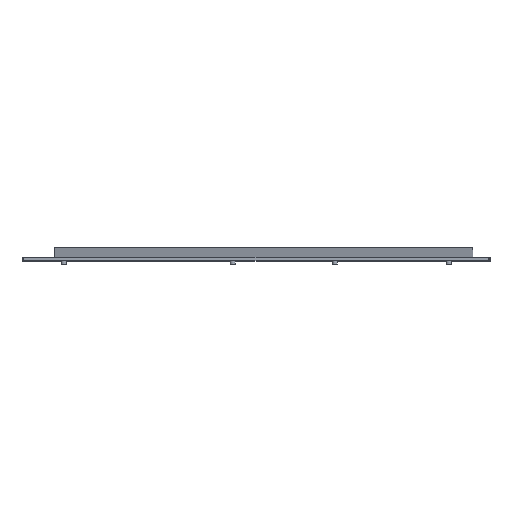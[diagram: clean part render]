
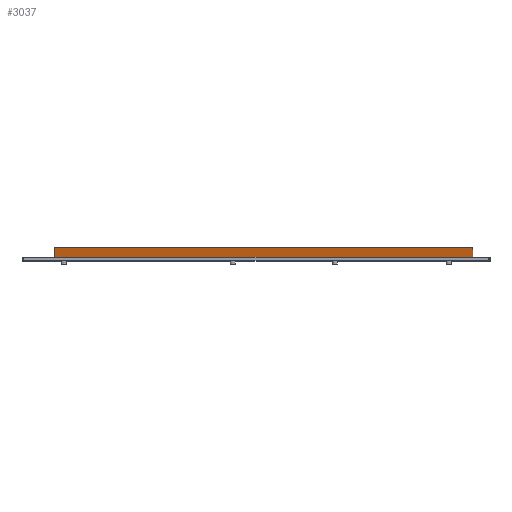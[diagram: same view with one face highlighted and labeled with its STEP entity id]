
A CAD part, top view. The second image highlights one B-rep face of the part: STEP entity #3037.
In plain terms, the highlighted planar face has unit normal (0, 0.996, 0.089).
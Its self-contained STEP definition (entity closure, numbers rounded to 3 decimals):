
#76=LINE('',#4325,#494);
#77=LINE('',#4327,#495);
#78=LINE('',#4329,#496);
#79=LINE('',#4330,#497);
#494=VECTOR('',#3475,10.);
#495=VECTOR('',#3476,10.);
#496=VECTOR('',#3477,10.);
#497=VECTOR('',#3478,10.);
#870=FACE_OUTER_BOUND('',#1032,.T.);
#1032=EDGE_LOOP('',(#2031,#2032,#2033,#2034));
#1283=VERTEX_POINT('',#4323);
#1284=VERTEX_POINT('',#4324);
#1285=VERTEX_POINT('',#4326);
#1286=VERTEX_POINT('',#4328);
#1581=EDGE_CURVE('',#1283,#1284,#76,.T.);
#1582=EDGE_CURVE('',#1285,#1283,#77,.T.);
#1583=EDGE_CURVE('',#1286,#1285,#78,.T.);
#1584=EDGE_CURVE('',#1284,#1286,#79,.T.);
#2031=ORIENTED_EDGE('',*,*,#1581,.F.);
#2032=ORIENTED_EDGE('',*,*,#1582,.F.);
#2033=ORIENTED_EDGE('',*,*,#1583,.F.);
#2034=ORIENTED_EDGE('',*,*,#1584,.F.);
#2882=PLANE('',#3220);
#3037=ADVANCED_FACE('',(#870),#2882,.F.);
#3220=AXIS2_PLACEMENT_3D('',#4322,#3473,#3474);
#3473=DIRECTION('center_axis',(0.,-0.996,-0.089));
#3474=DIRECTION('ref_axis',(0.,0.089,-0.996));
#3475=DIRECTION('',(-1.,0.,0.));
#3476=DIRECTION('',(0.,-0.089,0.996));
#3477=DIRECTION('',(1.,0.,0.));
#3478=DIRECTION('',(0.,0.089,-0.996));
#4322=CARTESIAN_POINT('Origin',(20.,2.,-15.));
#4323=CARTESIAN_POINT('',(275.,2.,-15.));
#4324=CARTESIAN_POINT('',(20.,2.,-15.));
#4325=CARTESIAN_POINT('',(81.391,2.,-15.));
#4326=CARTESIAN_POINT('',(275.,8.,-82.));
#4327=CARTESIAN_POINT('',(275.,2.,-15.));
#4328=CARTESIAN_POINT('',(20.,8.,-82.));
#4329=CARTESIAN_POINT('',(20.,8.,-82.));
#4330=CARTESIAN_POINT('',(20.,5.776,-57.162));
